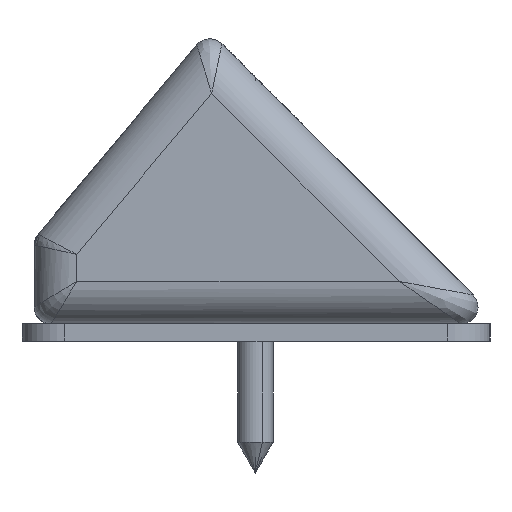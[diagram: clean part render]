
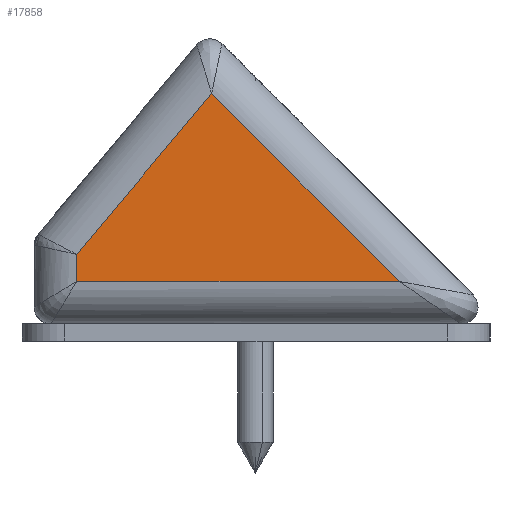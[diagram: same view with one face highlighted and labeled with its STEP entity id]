
A CAD part, left-side view. The second image highlights one B-rep face of the part: STEP entity #17858.
In plain terms, the highlighted planar face has unit normal (-1, 0, 0).
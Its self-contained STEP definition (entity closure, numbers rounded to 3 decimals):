
#2144 = CARTESIAN_POINT ( 'NONE',  ( -135., -5., 5. ) ) ;
#2973 = CARTESIAN_POINT ( 'NONE',  ( -135., -4.298, 7.344 ) ) ;
#3251 = DIRECTION ( 'NONE',  ( 0., 0., -1. ) ) ;
#3754 = ORIENTED_EDGE ( 'NONE', *, *, #15283, .T. ) ;
#4479 = CARTESIAN_POINT ( 'NONE',  ( -135., -18.539, 29.39 ) ) ;
#5395 = VERTEX_POINT ( 'NONE', #13465 ) ;
#6593 = EDGE_CURVE ( 'NONE', #5395, #43028, #8579, .T. ) ;
#7096 = CARTESIAN_POINT ( 'NONE',  ( -135., 0., 0. ) ) ;
#8579 = LINE ( 'NONE', #4479, #26024 ) ;
#11292 = ORIENTED_EDGE ( 'NONE', *, *, #28125, .T. ) ;
#11781 = LINE ( 'NONE', #41668, #36302 ) ;
#12763 = CARTESIAN_POINT ( 'NONE',  ( -135., -20.854, 27.075 ) ) ;
#13465 = CARTESIAN_POINT ( 'NONE',  ( -135., -42.929, 5. ) ) ;
#15119 = VERTEX_POINT ( 'NONE', #2144 ) ;
#15283 = EDGE_CURVE ( 'NONE', #26429, #15119, #41275, .T. ) ;
#16892 = DIRECTION ( 'NONE',  ( 0., -1., 0. ) ) ;
#17858 = ADVANCED_FACE ( 'NONE', ( #49111 ), #48282, .T. ) ;
#19222 = VECTOR ( 'NONE', #3251, 1000. ) ;
#19440 = CARTESIAN_POINT ( 'NONE',  ( -135., -5., 2. ) ) ;
#22169 = ORIENTED_EDGE ( 'NONE', *, *, #6593, .T. ) ;
#23794 = CARTESIAN_POINT ( 'NONE',  ( -135., -5., 8.18 ) ) ;
#26024 = VECTOR ( 'NONE', #45631, 1000. ) ;
#26429 = VERTEX_POINT ( 'NONE', #23794 ) ;
#26904 = ORIENTED_EDGE ( 'NONE', *, *, #34973, .T. ) ;
#28125 = EDGE_CURVE ( 'NONE', #15119, #5395, #11781, .T. ) ;
#29156 = EDGE_LOOP ( 'NONE', ( #3754, #11292, #22169, #26904 ) ) ;
#30481 = AXIS2_PLACEMENT_3D ( 'NONE', #7096, #39939, #44334 ) ;
#31812 = DIRECTION ( 'NONE',  ( 0., 0.643, -0.766 ) ) ;
#34973 = EDGE_CURVE ( 'NONE', #43028, #26429, #45282, .T. ) ;
#36302 = VECTOR ( 'NONE', #16892, 1000. ) ;
#39504 = VECTOR ( 'NONE', #31812, 1000. ) ;
#39939 = DIRECTION ( 'NONE',  ( -1., 0., 0. ) ) ;
#41275 = LINE ( 'NONE', #19440, #19222 ) ;
#41668 = CARTESIAN_POINT ( 'NONE',  ( -135., -50.172, 5. ) ) ;
#43028 = VERTEX_POINT ( 'NONE', #12763 ) ;
#44334 = DIRECTION ( 'NONE',  ( 0., 0., 1. ) ) ;
#45282 = LINE ( 'NONE', #2973, #39504 ) ;
#45631 = DIRECTION ( 'NONE',  ( 0., 0.707, 0.707 ) ) ;
#48282 = PLANE ( 'NONE',  #30481 ) ;
#49111 = FACE_OUTER_BOUND ( 'NONE', #29156, .T. ) ;
